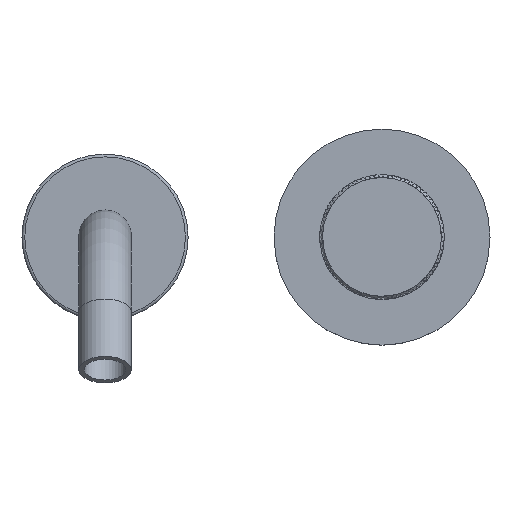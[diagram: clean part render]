
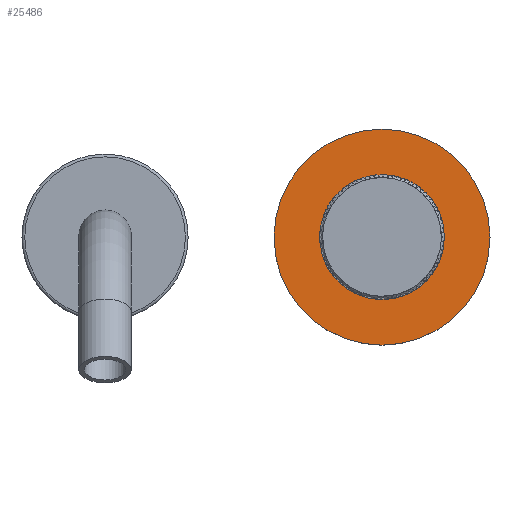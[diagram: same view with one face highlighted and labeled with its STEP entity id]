
A CAD part, top view. The second image highlights one B-rep face of the part: STEP entity #25486.
In plain terms, the highlighted face is planar.
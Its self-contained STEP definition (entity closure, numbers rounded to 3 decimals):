
#1967 = VERTEX_POINT ( 'NONE', #6723 ) ;
#1990 = ORIENTED_EDGE ( 'NONE', *, *, #22884, .T. ) ;
#3290 = DIRECTION ( 'NONE',  ( 0., 1., 0. ) ) ;
#5848 = CIRCLE ( 'NONE', #19828, 39. ) ;
#6305 = FACE_OUTER_BOUND ( 'NONE', #10928, .T. ) ;
#6723 = CARTESIAN_POINT ( 'NONE',  ( 0., 0., 39. ) ) ;
#7065 = CARTESIAN_POINT ( 'NONE',  ( 0., 0., 0. ) ) ;
#10928 = EDGE_LOOP ( 'NONE', ( #1990 ) ) ;
#11070 = DIRECTION ( 'NONE',  ( 0., 0., 1. ) ) ;
#15909 = AXIS2_PLACEMENT_3D ( 'NONE', #50956, #3290, #31104 ) ;
#19828 = AXIS2_PLACEMENT_3D ( 'NONE', #7065, #34890, #11070 ) ;
#22884 = EDGE_CURVE ( 'NONE', #1967, #1967, #5848, .T. ) ;
#23161 = PLANE ( 'NONE',  #15909 ) ;
#25486 = ADVANCED_FACE ( 'NONE', ( #6305 ), #23161, .T. ) ;
#31104 = DIRECTION ( 'NONE',  ( 0., 0., 1. ) ) ;
#34890 = DIRECTION ( 'NONE',  ( 0., 1., 0. ) ) ;
#50956 = CARTESIAN_POINT ( 'NONE',  ( 0., 0., 0. ) ) ;
